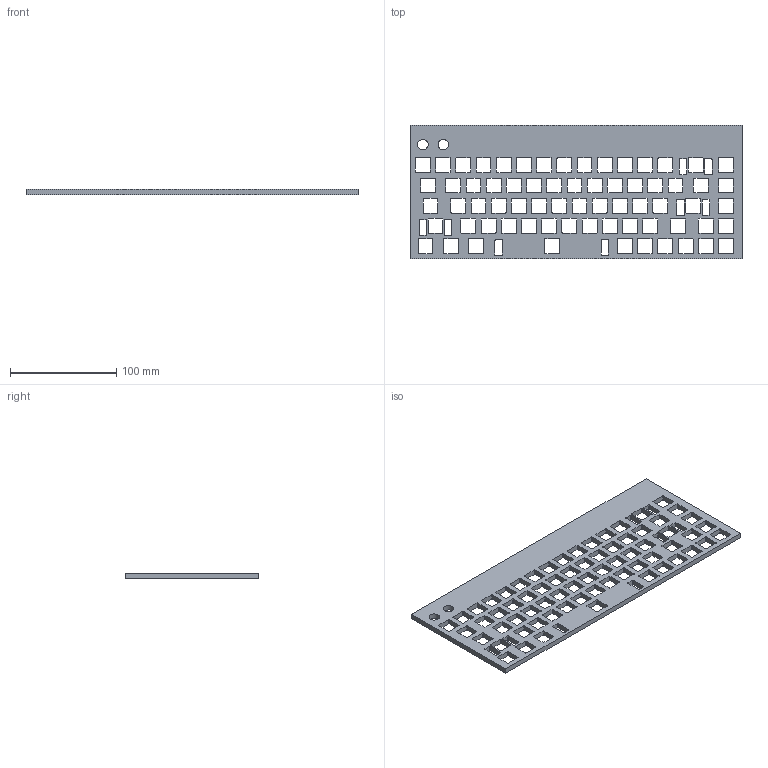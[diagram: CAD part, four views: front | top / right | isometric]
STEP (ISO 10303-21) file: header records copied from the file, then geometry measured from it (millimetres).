
FILE_DESCRIPTION(/* description */ (''),/* implementation_level */ '2;1');
FILE_NAME(/* name */ 'top v6.step',/* time_stamp */ '2025-07-28T01:03:41-04:00',/* author */ (''),/* organization */ (''),/* preprocessor_version */ 'ST-DEVELOPER v20.1',/* originating_system */ 'Autodesk Translation Framework v14.10.0.0',/* authorisation */ '');
FILE_SCHEMA (('AUTOMOTIVE_DESIGN { 1 0 10303 214 3 1 1 }'));
Length unit declared in the file: millimetre
Products named in the file (1): top
Bounding box: 313 x 126 x 5 mm (x, y, z)
Volume: 125656.4 mm3; surface area: 75438.5 mm2
Topology: 1 solids, 1 shells, 616 faces, 1842 edges, 1228 vertices
Faces by surface type: plane 310, cylinder 306
Full cylindrical faces by diameter (mm): 9.926 x1, 9.944 x1
Entity records: 21232 total; most frequent: DIRECTION 3688, CARTESIAN_POINT 3687, ORIENTED_EDGE 3684, EDGE_CURVE 1842, LINE 1230, VECTOR 1230, AXIS2_PLACEMENT_3D 1229, VERTEX_POINT 1228
